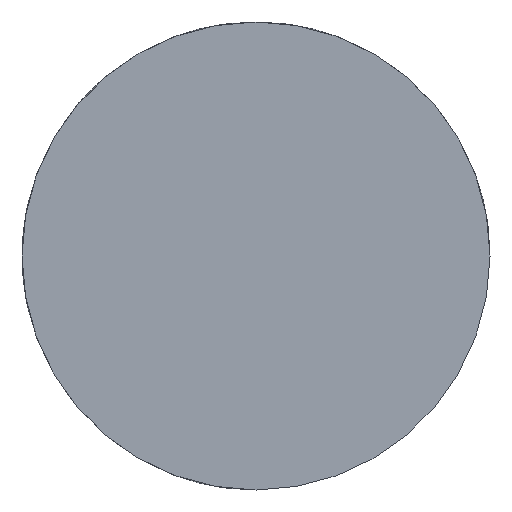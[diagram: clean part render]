
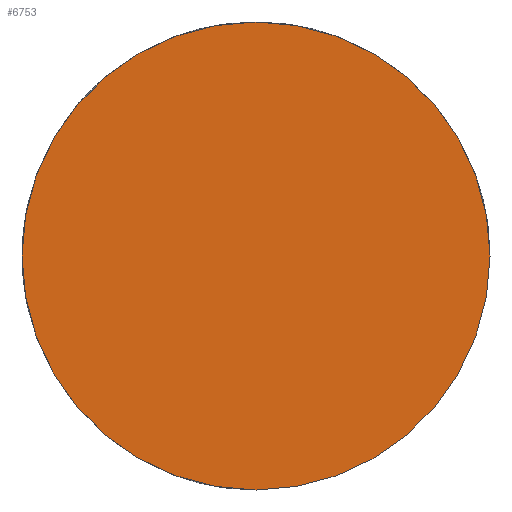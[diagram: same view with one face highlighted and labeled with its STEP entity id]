
A CAD part, front view. The second image highlights one B-rep face of the part: STEP entity #6753.
In plain terms, the highlighted planar face has unit normal (0, -1, 0).
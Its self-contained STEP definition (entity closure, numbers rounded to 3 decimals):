
#430 = PLANE ( 'NONE',  #1107 ) ;
#711 = CARTESIAN_POINT ( 'NONE',  ( -164.637, 0., -74.5 ) ) ;
#852 = ORIENTED_EDGE ( 'NONE', *, *, #1831, .F. ) ;
#942 = FACE_OUTER_BOUND ( 'NONE', #6621, .T. ) ;
#966 = VERTEX_POINT ( 'NONE', #1262 ) ;
#969 = AXIS2_PLACEMENT_3D ( 'NONE', #1612, #3736, #3183 ) ;
#1107 = AXIS2_PLACEMENT_3D ( 'NONE', #2559, #2034, #1117 ) ;
#1117 = DIRECTION ( 'NONE',  ( 0., 0., 1. ) ) ;
#1166 = DIRECTION ( 'NONE',  ( 0., 0., 1. ) ) ;
#1262 = CARTESIAN_POINT ( 'NONE',  ( -164.637, 0., 74.5 ) ) ;
#1612 = CARTESIAN_POINT ( 'NONE',  ( -164.637, 0., 0. ) ) ;
#1831 = EDGE_CURVE ( 'NONE', #966, #4371, #4847, .T. ) ;
#1958 = CIRCLE ( 'NONE', #4048, 74.5 ) ;
#2034 = DIRECTION ( 'NONE',  ( 0., 1., 0. ) ) ;
#2559 = CARTESIAN_POINT ( 'NONE',  ( -90.137, 0., 0. ) ) ;
#2613 = ORIENTED_EDGE ( 'NONE', *, *, #4374, .F. ) ;
#3183 = DIRECTION ( 'NONE',  ( 0., 0., 1. ) ) ;
#3736 = DIRECTION ( 'NONE',  ( 0., 1., 0. ) ) ;
#4048 = AXIS2_PLACEMENT_3D ( 'NONE', #4921, #5951, #1166 ) ;
#4371 = VERTEX_POINT ( 'NONE', #711 ) ;
#4374 = EDGE_CURVE ( 'NONE', #4371, #966, #1958, .T. ) ;
#4847 = CIRCLE ( 'NONE', #969, 74.5 ) ;
#4921 = CARTESIAN_POINT ( 'NONE',  ( -164.637, 0., 0. ) ) ;
#5951 = DIRECTION ( 'NONE',  ( 0., 1., 0. ) ) ;
#6621 = EDGE_LOOP ( 'NONE', ( #2613, #852 ) ) ;
#6753 = ADVANCED_FACE ( 'NONE', ( #942 ), #430, .F. ) ;
